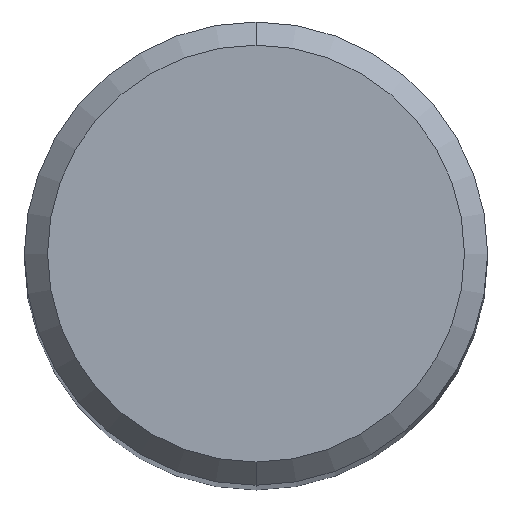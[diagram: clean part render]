
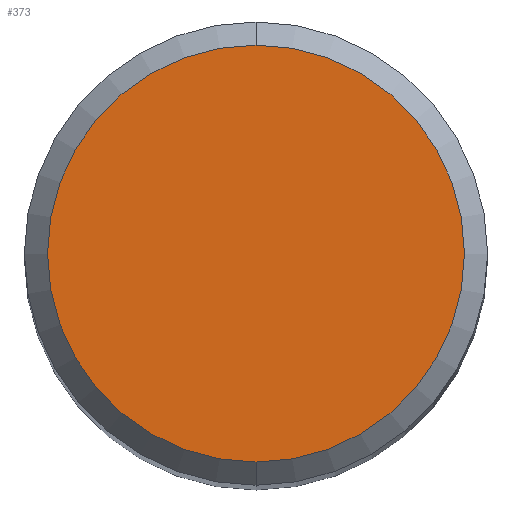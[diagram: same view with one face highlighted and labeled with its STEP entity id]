
A CAD part, top view. The second image highlights one B-rep face of the part: STEP entity #373.
In plain terms, the highlighted planar face has unit normal (0, 0, 1).
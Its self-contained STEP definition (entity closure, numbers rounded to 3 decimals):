
#247=EDGE_CURVE('',#341,#343,#547,.T.);
#341=VERTEX_POINT('',#651);
#343=VERTEX_POINT('',#653);
#359=EDGE_CURVE('',#343,#341,#670,.T.);
#373=ADVANCED_FACE('',(#686),#687,.T.);
#547=CIRCLE('',#918,3.6);
#651=CARTESIAN_POINT('',(0.,-3.6,46.307));
#653=CARTESIAN_POINT('',(0.0,3.6,46.307));
#670=CIRCLE('',#1198,3.6);
#686=FACE_OUTER_BOUND('',#1221,.T.);
#687=PLANE('',#1222);
#918=AXIS2_PLACEMENT_3D('',#1508,#1509,#1510);
#1198=AXIS2_PLACEMENT_3D('',#1650,#1651,#1652);
#1221=EDGE_LOOP('',(#1676,#1677));
#1222=AXIS2_PLACEMENT_3D('',#1678,#1679,#1680);
#1508=CARTESIAN_POINT('',(0.0,0.0,46.307));
#1509=DIRECTION('',(0.0,0.0,-1.0));
#1510=DIRECTION('',(0.0,1.0,0.0));
#1650=CARTESIAN_POINT('',(0.0,0.0,46.307));
#1651=DIRECTION('',(0.0,0.0,-1.0));
#1652=DIRECTION('',(0.0,1.0,0.0));
#1676=ORIENTED_EDGE('',*,*,#359,.F.);
#1677=ORIENTED_EDGE('',*,*,#247,.F.);
#1678=CARTESIAN_POINT('',(0.0,1.8,46.307));
#1679=DIRECTION('',(-0.0,0.0,1.0));
#1680=DIRECTION('',(0.0,-1.0,0.0));
